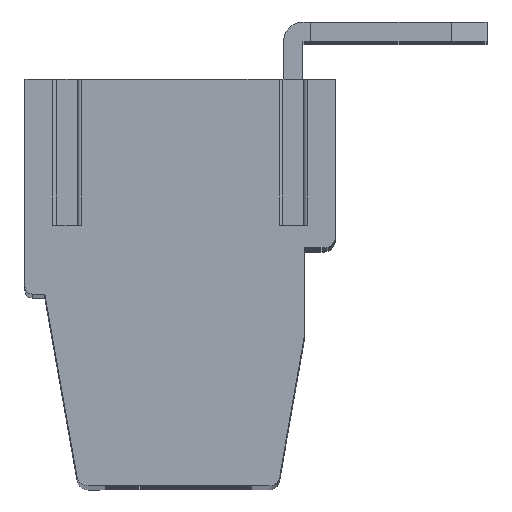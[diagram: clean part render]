
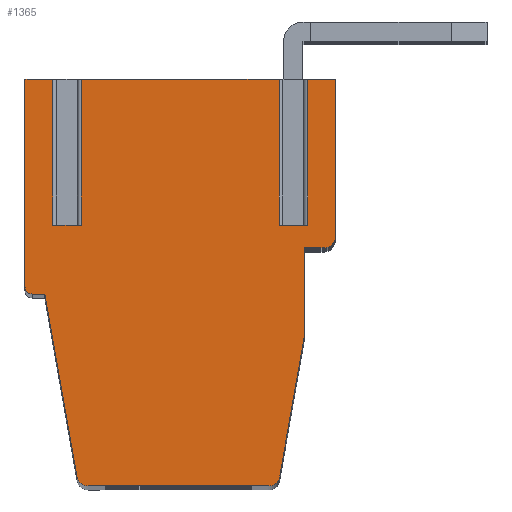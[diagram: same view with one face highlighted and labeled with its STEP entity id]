
A CAD part, top view. The second image highlights one B-rep face of the part: STEP entity #1365.
In plain terms, the highlighted planar face has unit normal (0, 0, 1).
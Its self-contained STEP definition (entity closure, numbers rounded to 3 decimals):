
#1365 = ADVANCED_FACE( '', ( #2947 ), #2948, .F. );
#2947 = FACE_OUTER_BOUND( '', #4727, .T. );
#2948 = PLANE( '', #4728 );
#4727 = EDGE_LOOP( '', ( #9009, #9010, #9011, #9012, #9013, #9014, #9015, #9016, #9017, #9018, #9019, #9020, #9021, #9022, #9023, #9024, #9025, #9026, #9027, #9028, #9029 ) );
#4728 = AXIS2_PLACEMENT_3D( '', #9030, #9031, #9032 );
#9009 = ORIENTED_EDGE( '', *, *, #12448, .T. );
#9010 = ORIENTED_EDGE( '', *, *, #11821, .T. );
#9011 = ORIENTED_EDGE( '', *, *, #11486, .T. );
#9012 = ORIENTED_EDGE( '', *, *, #12469, .T. );
#9013 = ORIENTED_EDGE( '', *, *, #12445, .T. );
#9014 = ORIENTED_EDGE( '', *, *, #11503, .F. );
#9015 = ORIENTED_EDGE( '', *, *, #12608, .T. );
#9016 = ORIENTED_EDGE( '', *, *, #12609, .T. );
#9017 = ORIENTED_EDGE( '', *, *, #12610, .T. );
#9018 = ORIENTED_EDGE( '', *, *, #12323, .F. );
#9019 = ORIENTED_EDGE( '', *, *, #12611, .T. );
#9020 = ORIENTED_EDGE( '', *, *, #11567, .T. );
#9021 = ORIENTED_EDGE( '', *, *, #12612, .T. );
#9022 = ORIENTED_EDGE( '', *, *, #11317, .T. );
#9023 = ORIENTED_EDGE( '', *, *, #12613, .T. );
#9024 = ORIENTED_EDGE( '', *, *, #11340, .F. );
#9025 = ORIENTED_EDGE( '', *, *, #11038, .F. );
#9026 = ORIENTED_EDGE( '', *, *, #12452, .T. );
#9027 = ORIENTED_EDGE( '', *, *, #11825, .T. );
#9028 = ORIENTED_EDGE( '', *, *, #12559, .T. );
#9029 = ORIENTED_EDGE( '', *, *, #12614, .T. );
#9030 = CARTESIAN_POINT( '', ( 321.952, 1.043, 2.5 ) );
#9031 = DIRECTION( '', ( 0., 0., -1. ) );
#9032 = DIRECTION( '', ( 0., -1., 0. ) );
#11038 = EDGE_CURVE( '', #13399, #13401, #13402, .T. );
#11317 = EDGE_CURVE( '', #13814, #13894, #13896, .T. );
#11340 = EDGE_CURVE( '', #13401, #13934, #13935, .T. );
#11486 = EDGE_CURVE( '', #14179, #14177, #14180, .T. );
#11503 = EDGE_CURVE( '', #14206, #14202, #14208, .T. );
#11567 = EDGE_CURVE( '', #14315, #14319, #14321, .T. );
#11821 = EDGE_CURVE( '', #14724, #14179, #14726, .T. );
#11825 = EDGE_CURVE( '', #14728, #14730, #14732, .T. );
#12323 = EDGE_CURVE( '', #15430, #15426, #15432, .T. );
#12445 = EDGE_CURVE( '', #15594, #14202, #15595, .T. );
#12448 = EDGE_CURVE( '', #15598, #14724, #15599, .T. );
#12452 = EDGE_CURVE( '', #13399, #14728, #15604, .T. );
#12469 = EDGE_CURVE( '', #14177, #15594, #15629, .T. );
#12559 = EDGE_CURVE( '', #14730, #15741, #15743, .T. );
#12608 = EDGE_CURVE( '', #14206, #15800, #15801, .T. );
#12609 = EDGE_CURVE( '', #15800, #15802, #15803, .T. );
#12610 = EDGE_CURVE( '', #15802, #15426, #15804, .T. );
#12611 = EDGE_CURVE( '', #15430, #14315, #15805, .T. );
#12612 = EDGE_CURVE( '', #14319, #13814, #15806, .T. );
#12613 = EDGE_CURVE( '', #13894, #13934, #15807, .T. );
#12614 = EDGE_CURVE( '', #15741, #15598, #15808, .T. );
#13399 = VERTEX_POINT( '', #16832 );
#13401 = VERTEX_POINT( '', #16835 );
#13402 = LINE( '', #16836, #16837 );
#13814 = VERTEX_POINT( '', #17426 );
#13894 = VERTEX_POINT( '', #17549 );
#13896 = LINE( '', #17552, #17553 );
#13934 = VERTEX_POINT( '', #17607 );
#13935 = CIRCLE( '', #17608, 0.298 );
#14177 = VERTEX_POINT( '', #17967 );
#14179 = VERTEX_POINT( '', #17969 );
#14180 = LINE( '', #17970, #17971 );
#14202 = VERTEX_POINT( '', #18002 );
#14206 = VERTEX_POINT( '', #18008 );
#14208 = LINE( '', #18011, #18012 );
#14315 = VERTEX_POINT( '', #18174 );
#14319 = VERTEX_POINT( '', #18179 );
#14321 = CIRCLE( '', #18182, 0.298 );
#14724 = VERTEX_POINT( '', #18777 );
#14726 = LINE( '', #18779, #18780 );
#14728 = VERTEX_POINT( '', #18782 );
#14730 = VERTEX_POINT( '', #18784 );
#14732 = LINE( '', #18786, #18787 );
#15426 = VERTEX_POINT( '', #19828 );
#15430 = VERTEX_POINT( '', #19833 );
#15432 = CIRCLE( '', #19836, 0.298 );
#15594 = VERTEX_POINT( '', #20082 );
#15595 = LINE( '', #20083, #20084 );
#15598 = VERTEX_POINT( '', #20087 );
#15599 = LINE( '', #20088, #20089 );
#15604 = LINE( '', #20095, #20096 );
#15629 = LINE( '', #20136, #20137 );
#15741 = VERTEX_POINT( '', #20313 );
#15743 = LINE( '', #20315, #20316 );
#15800 = VERTEX_POINT( '', #20403 );
#15801 = CIRCLE( '', #20404, 0.198 );
#15802 = VERTEX_POINT( '', #20405 );
#15803 = LINE( '', #20406, #20407 );
#15804 = LINE( '', #20408, #20409 );
#15805 = LINE( '', #20410, #20411 );
#15806 = LINE( '', #20412, #20413 );
#15807 = LINE( '', #20414, #20415 );
#15808 = LINE( '', #20416, #20417 );
#16832 = CARTESIAN_POINT( '', ( 326.05, 1.043, 2.5 ) );
#16835 = CARTESIAN_POINT( '', ( 326.05, -3.055, 2.5 ) );
#16836 = CARTESIAN_POINT( '', ( 326.05, 1.043, 2.5 ) );
#16837 = VECTOR( '', #21191, 1000. );
#17426 = CARTESIAN_POINT( '', ( 325.236, -5.661, 2.5 ) );
#17549 = CARTESIAN_POINT( '', ( 325.236, -3.353, 2.5 ) );
#17552 = CARTESIAN_POINT( '', ( 325.236, -5.661, 2.5 ) );
#17553 = VECTOR( '', #21466, 1000. );
#17607 = CARTESIAN_POINT( '', ( 325.752, -3.353, 2.5 ) );
#17608 = AXIS2_PLACEMENT_3D( '', #21486, #21487, #21488 );
#17967 = CARTESIAN_POINT( '', ( 318.68, -2.757, 2.5 ) );
#17969 = CARTESIAN_POINT( '', ( 319.42, -2.757, 2.5 ) );
#17970 = CARTESIAN_POINT( '', ( 319.37, -2.757, 2.5 ) );
#17971 = VECTOR( '', #21631, 1000. );
#18002 = CARTESIAN_POINT( '', ( 317.954, 1.043, 2.5 ) );
#18008 = CARTESIAN_POINT( '', ( 317.954, -4.355, 2.5 ) );
#18011 = CARTESIAN_POINT( '', ( 317.954, -4.355, 2.5 ) );
#18012 = VECTOR( '', #21647, 1000. );
#18174 = CARTESIAN_POINT( '', ( 324.302, -9.558, 2.5 ) );
#18179 = CARTESIAN_POINT( '', ( 324.599, -9.275, 2.5 ) );
#18182 = AXIS2_PLACEMENT_3D( '', #21708, #21709, #21710 );
#18777 = CARTESIAN_POINT( '', ( 319.42, 1.043, 2.5 ) );
#18779 = CARTESIAN_POINT( '', ( 319.42, 1.043, 2.5 ) );
#18780 = VECTOR( '', #21925, 1000. );
#18782 = CARTESIAN_POINT( '', ( 325.32, 1.043, 2.5 ) );
#18784 = CARTESIAN_POINT( '', ( 325.32, -2.757, 2.5 ) );
#18786 = CARTESIAN_POINT( '', ( 325.32, 1.043, 2.5 ) );
#18787 = VECTOR( '', #21932, 1000. );
#19828 = CARTESIAN_POINT( '', ( 319.305, -9.275, 2.5 ) );
#19833 = CARTESIAN_POINT( '', ( 319.602, -9.558, 2.5 ) );
#19836 = AXIS2_PLACEMENT_3D( '', #22359, #22360, #22361 );
#20082 = CARTESIAN_POINT( '', ( 318.68, 1.043, 2.5 ) );
#20083 = CARTESIAN_POINT( '', ( 321.952, 1.043, 2.5 ) );
#20084 = VECTOR( '', #22463, 1000. );
#20087 = CARTESIAN_POINT( '', ( 324.58, 1.043, 2.5 ) );
#20088 = CARTESIAN_POINT( '', ( 321.952, 1.043, 2.5 ) );
#20089 = VECTOR( '', #22470, 1000. );
#20095 = CARTESIAN_POINT( '', ( 321.952, 1.043, 2.5 ) );
#20096 = VECTOR( '', #22478, 1000. );
#20136 = CARTESIAN_POINT( '', ( 318.68, 1.043, 2.5 ) );
#20137 = VECTOR( '', #22494, 1000. );
#20313 = CARTESIAN_POINT( '', ( 324.58, -2.757, 2.5 ) );
#20315 = CARTESIAN_POINT( '', ( 325.27, -2.757, 2.5 ) );
#20316 = VECTOR( '', #22556, 1000. );
#20403 = CARTESIAN_POINT( '', ( 318.152, -4.553, 2.5 ) );
#20404 = AXIS2_PLACEMENT_3D( '', #22587, #22588, #22589 );
#20405 = CARTESIAN_POINT( '', ( 318.473, -4.553, 2.5 ) );
#20406 = CARTESIAN_POINT( '', ( 318.152, -4.553, 2.5 ) );
#20407 = VECTOR( '', #22590, 1000. );
#20408 = CARTESIAN_POINT( '', ( 318.473, -4.553, 2.5 ) );
#20409 = VECTOR( '', #22591, 1000. );
#20410 = CARTESIAN_POINT( '', ( 319.602, -9.558, 2.5 ) );
#20411 = VECTOR( '', #22592, 1000. );
#20412 = CARTESIAN_POINT( '', ( 324.595, -9.298, 2.5 ) );
#20413 = VECTOR( '', #22593, 1000. );
#20414 = CARTESIAN_POINT( '', ( 325.236, -3.353, 2.5 ) );
#20415 = VECTOR( '', #22594, 1000. );
#20416 = CARTESIAN_POINT( '', ( 324.58, 1.043, 2.5 ) );
#20417 = VECTOR( '', #22595, 1000. );
#21191 = DIRECTION( '', ( 0., -1., 0. ) );
#21466 = DIRECTION( '', ( 0., 1., 0. ) );
#21486 = CARTESIAN_POINT( '', ( 325.752, -3.055, 2.5 ) );
#21487 = DIRECTION( '', ( 0., 0., -1. ) );
#21488 = DIRECTION( '', ( 1., 0., 0. ) );
#21631 = DIRECTION( '', ( -1., 0., 0. ) );
#21647 = DIRECTION( '', ( 0., 1., 0. ) );
#21708 = CARTESIAN_POINT( '', ( 324.302, -9.26, 2.5 ) );
#21709 = DIRECTION( '', ( 0., 0., 1. ) );
#21710 = DIRECTION( '', ( 0., -1., 0. ) );
#21925 = DIRECTION( '', ( 0., -1., 0. ) );
#21932 = DIRECTION( '', ( 0., -1., 0. ) );
#22359 = CARTESIAN_POINT( '', ( 319.602, -9.26, 2.5 ) );
#22360 = DIRECTION( '', ( 0., 0., -1. ) );
#22361 = DIRECTION( '', ( 0., -1., 0. ) );
#22463 = DIRECTION( '', ( -1., 0., 0. ) );
#22470 = DIRECTION( '', ( -1., 0., 0. ) );
#22478 = DIRECTION( '', ( -1., 0., 0. ) );
#22494 = DIRECTION( '', ( 0., 1., 0. ) );
#22556 = DIRECTION( '', ( -1., 0., 0. ) );
#22587 = CARTESIAN_POINT( '', ( 318.152, -4.355, 2.5 ) );
#22588 = DIRECTION( '', ( 0., 0., 1. ) );
#22589 = DIRECTION( '', ( -1., 0., 0. ) );
#22590 = DIRECTION( '', ( 1., 0., 0. ) );
#22591 = DIRECTION( '', ( 0.174, -0.985, 0. ) );
#22592 = DIRECTION( '', ( 1., 0., 0. ) );
#22593 = DIRECTION( '', ( 0.174, 0.985, 0. ) );
#22594 = DIRECTION( '', ( 1., 0., 0. ) );
#22595 = DIRECTION( '', ( 0., 1., 0. ) );
